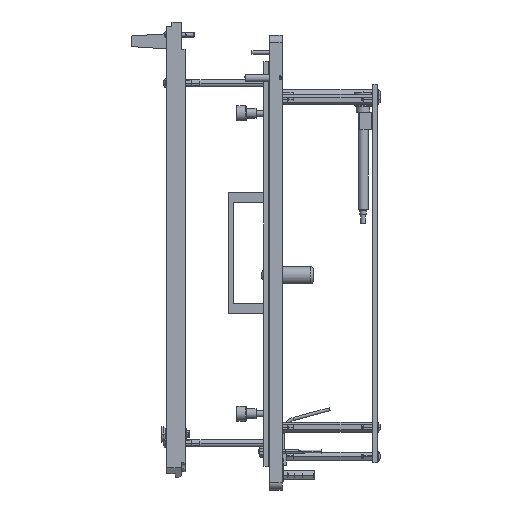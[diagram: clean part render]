
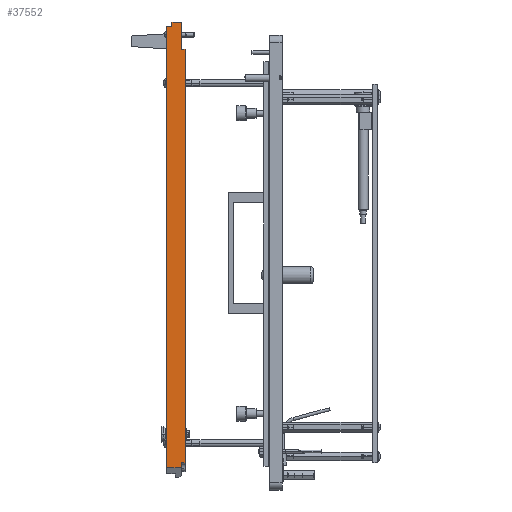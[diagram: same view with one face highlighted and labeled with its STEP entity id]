
A CAD part, left-side view. The second image highlights one B-rep face of the part: STEP entity #37552.
In plain terms, the highlighted face is planar.
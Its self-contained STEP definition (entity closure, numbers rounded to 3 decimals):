
#1830 = VECTOR ( 'NONE', #60382, 1000. ) ;
#2922 = ORIENTED_EDGE ( 'NONE', *, *, #80983, .F. ) ;
#3559 = ORIENTED_EDGE ( 'NONE', *, *, #57050, .F. ) ;
#3777 = VERTEX_POINT ( 'NONE', #9252 ) ;
#4166 = EDGE_CURVE ( 'NONE', #69963, #32723, #59903, .T. ) ;
#4364 = ORIENTED_EDGE ( 'NONE', *, *, #17238, .F. ) ;
#5497 = LINE ( 'NONE', #50591, #28824 ) ;
#6734 = LINE ( 'NONE', #54474, #57952 ) ;
#9252 = CARTESIAN_POINT ( 'NONE',  ( 303., -7.4, 171.55 ) ) ;
#9506 = CARTESIAN_POINT ( 'NONE',  ( 303., -7.5, -161.55 ) ) ;
#9695 = LINE ( 'NONE', #88019, #31952 ) ;
#9851 = DIRECTION ( 'NONE',  ( 0., 0., -1. ) ) ;
#12660 = CARTESIAN_POINT ( 'NONE',  ( 303., 7.5, 183.55 ) ) ;
#13999 = VECTOR ( 'NONE', #40047, 1000. ) ;
#15023 = CARTESIAN_POINT ( 'NONE',  ( 303., -7.4, 101.55 ) ) ;
#15455 = ORIENTED_EDGE ( 'NONE', *, *, #56425, .F. ) ;
#16118 = VERTEX_POINT ( 'NONE', #36143 ) ;
#17238 = EDGE_CURVE ( 'NONE', #68182, #66803, #59455, .T. ) ;
#17885 = VECTOR ( 'NONE', #30196, 1000. ) ;
#18114 = ORIENTED_EDGE ( 'NONE', *, *, #55830, .T. ) ;
#19028 = AXIS2_PLACEMENT_3D ( 'NONE', #40106, #53891, #60761 ) ;
#19619 = EDGE_LOOP ( 'NONE', ( #15455, #24880, #76686, #4364, #3559, #29549, #84028, #84468, #18114, #65542, #2922, #37386 ) ) ;
#20435 = EDGE_CURVE ( 'NONE', #71747, #3777, #9695, .T. ) ;
#20867 = CARTESIAN_POINT ( 'NONE',  ( 303., 7.5, -179.55 ) ) ;
#24727 = EDGE_CURVE ( 'NONE', #16118, #66710, #69031, .T. ) ;
#24880 = ORIENTED_EDGE ( 'NONE', *, *, #30960, .T. ) ;
#25941 = VECTOR ( 'NONE', #80262, 1000. ) ;
#28824 = VECTOR ( 'NONE', #70309, 1000. ) ;
#29251 = LINE ( 'NONE', #20867, #44261 ) ;
#29549 = ORIENTED_EDGE ( 'NONE', *, *, #4166, .T. ) ;
#30196 = DIRECTION ( 'NONE',  ( 0., -1., 0. ) ) ;
#30960 = EDGE_CURVE ( 'NONE', #43406, #73078, #78617, .T. ) ;
#31952 = VECTOR ( 'NONE', #54538, 1000. ) ;
#32723 = VERTEX_POINT ( 'NONE', #81860 ) ;
#36143 = CARTESIAN_POINT ( 'NONE',  ( 303., 7.5, 175.55 ) ) ;
#36764 = CARTESIAN_POINT ( 'NONE',  ( 303., -7.5, -161.55 ) ) ;
#37386 = ORIENTED_EDGE ( 'NONE', *, *, #20435, .T. ) ;
#37552 = ADVANCED_FACE ( 'NONE', ( #57744 ), #87649, .F. ) ;
#39591 = CARTESIAN_POINT ( 'NONE',  ( 303., -4.3, -161.55 ) ) ;
#40047 = DIRECTION ( 'NONE',  ( 0., 1., 0. ) ) ;
#40106 = CARTESIAN_POINT ( 'NONE',  ( 303., 7.5, 183.55 ) ) ;
#41141 = LINE ( 'NONE', #12660, #1830 ) ;
#42212 = CARTESIAN_POINT ( 'NONE',  ( 303., -4.3, 171.55 ) ) ;
#42534 = VERTEX_POINT ( 'NONE', #47243 ) ;
#43042 = EDGE_CURVE ( 'NONE', #49627, #42534, #29251, .T. ) ;
#43406 = VERTEX_POINT ( 'NONE', #67387 ) ;
#43732 = CARTESIAN_POINT ( 'NONE',  ( 303., -7.5, 183.55 ) ) ;
#43917 = VECTOR ( 'NONE', #88237, 1000. ) ;
#44248 = CARTESIAN_POINT ( 'NONE',  ( 303., -7.5, 101.55 ) ) ;
#44261 = VECTOR ( 'NONE', #68908, 1000. ) ;
#47243 = CARTESIAN_POINT ( 'NONE',  ( 303., 3.2, -179.55 ) ) ;
#48009 = EDGE_CURVE ( 'NONE', #73078, #66803, #59188, .T. ) ;
#49357 = CARTESIAN_POINT ( 'NONE',  ( 303., 7.5, 175.55 ) ) ;
#49627 = VERTEX_POINT ( 'NONE', #65156 ) ;
#50514 = DIRECTION ( 'NONE',  ( 0., -1., 0. ) ) ;
#50591 = CARTESIAN_POINT ( 'NONE',  ( 303., 3.2, -183.55 ) ) ;
#52686 = LINE ( 'NONE', #74289, #25941 ) ;
#53891 = DIRECTION ( 'NONE',  ( -1., 0., 0. ) ) ;
#54474 = CARTESIAN_POINT ( 'NONE',  ( 303., -4.3, -183.55 ) ) ;
#54538 = DIRECTION ( 'NONE',  ( 0., -1., 0. ) ) ;
#55830 = EDGE_CURVE ( 'NONE', #49627, #16118, #41141, .T. ) ;
#56425 = EDGE_CURVE ( 'NONE', #43406, #3777, #52686, .T. ) ;
#56843 = DIRECTION ( 'NONE',  ( 0., 0., 1. ) ) ;
#57050 = EDGE_CURVE ( 'NONE', #69963, #68182, #6734, .T. ) ;
#57744 = FACE_OUTER_BOUND ( 'NONE', #19619, .T. ) ;
#57952 = VECTOR ( 'NONE', #56843, 1000. ) ;
#59188 = LINE ( 'NONE', #43732, #63472 ) ;
#59455 = LINE ( 'NONE', #36764, #17885 ) ;
#59903 = LINE ( 'NONE', #80978, #13999 ) ;
#60382 = DIRECTION ( 'NONE',  ( 0., 0., 1. ) ) ;
#60761 = DIRECTION ( 'NONE',  ( 0., 0., 1. ) ) ;
#61354 = CARTESIAN_POINT ( 'NONE',  ( 303., -4.3, 171.55 ) ) ;
#61654 = CARTESIAN_POINT ( 'NONE',  ( 303., -4.3, -183.55 ) ) ;
#63472 = VECTOR ( 'NONE', #9851, 1000. ) ;
#64617 = CARTESIAN_POINT ( 'NONE',  ( 303., -4.3, 175.55 ) ) ;
#65156 = CARTESIAN_POINT ( 'NONE',  ( 303., 7.5, -179.55 ) ) ;
#65542 = ORIENTED_EDGE ( 'NONE', *, *, #24727, .T. ) ;
#66710 = VERTEX_POINT ( 'NONE', #64617 ) ;
#66803 = VERTEX_POINT ( 'NONE', #9506 ) ;
#67387 = CARTESIAN_POINT ( 'NONE',  ( 303., -7.4, 101.55 ) ) ;
#68182 = VERTEX_POINT ( 'NONE', #39591 ) ;
#68385 = EDGE_CURVE ( 'NONE', #42534, #32723, #5497, .T. ) ;
#68908 = DIRECTION ( 'NONE',  ( 0., -1., 0. ) ) ;
#69031 = LINE ( 'NONE', #49357, #87257 ) ;
#69963 = VERTEX_POINT ( 'NONE', #61654 ) ;
#70309 = DIRECTION ( 'NONE',  ( 0., 0., -1. ) ) ;
#71725 = LINE ( 'NONE', #61354, #43917 ) ;
#71747 = VERTEX_POINT ( 'NONE', #42212 ) ;
#73078 = VERTEX_POINT ( 'NONE', #44248 ) ;
#74289 = CARTESIAN_POINT ( 'NONE',  ( 303., -7.4, 183.55 ) ) ;
#76686 = ORIENTED_EDGE ( 'NONE', *, *, #48009, .T. ) ;
#78617 = LINE ( 'NONE', #15023, #79714 ) ;
#79714 = VECTOR ( 'NONE', #82762, 1000. ) ;
#80262 = DIRECTION ( 'NONE',  ( 0., 0., 1. ) ) ;
#80978 = CARTESIAN_POINT ( 'NONE',  ( 303., -7.5, -183.55 ) ) ;
#80983 = EDGE_CURVE ( 'NONE', #71747, #66710, #71725, .T. ) ;
#81860 = CARTESIAN_POINT ( 'NONE',  ( 303., 3.2, -183.55 ) ) ;
#82762 = DIRECTION ( 'NONE',  ( 0., -1., 0. ) ) ;
#84028 = ORIENTED_EDGE ( 'NONE', *, *, #68385, .F. ) ;
#84468 = ORIENTED_EDGE ( 'NONE', *, *, #43042, .F. ) ;
#87257 = VECTOR ( 'NONE', #50514, 1000. ) ;
#87649 = PLANE ( 'NONE',  #19028 ) ;
#88019 = CARTESIAN_POINT ( 'NONE',  ( 303., 12.253, 171.55 ) ) ;
#88237 = DIRECTION ( 'NONE',  ( 0., 0., 1. ) ) ;
